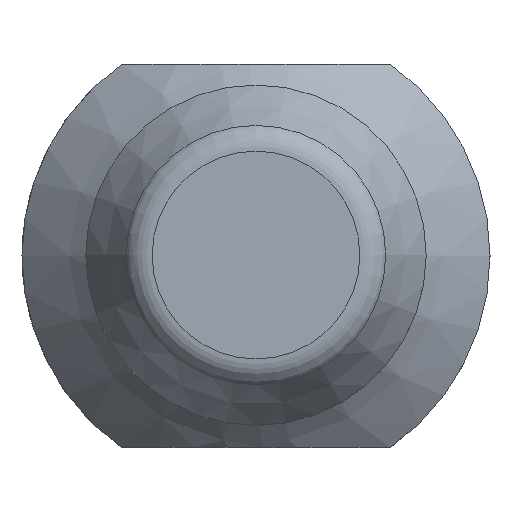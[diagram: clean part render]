
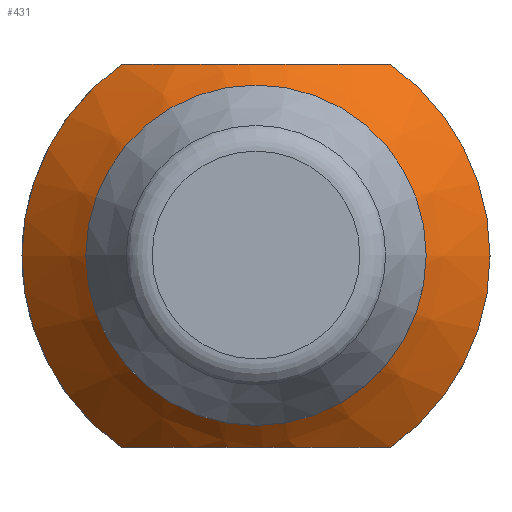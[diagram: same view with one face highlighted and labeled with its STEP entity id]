
A CAD part, top view. The second image highlights one B-rep face of the part: STEP entity #431.
In plain terms, the highlighted conical face has half-angle 45 degrees and reference radius 5.5 mm.
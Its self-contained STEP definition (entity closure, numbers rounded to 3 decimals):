
#78=(
BOUNDED_CURVE()
B_SPLINE_CURVE(2,(#681,#682,#683),.UNSPECIFIED.,.F.,.U.)
B_SPLINE_CURVE_WITH_KNOTS((3,3),(0.075,6.755),
 .UNSPECIFIED.)
CURVE()
GEOMETRIC_REPRESENTATION_ITEM()
RATIONAL_B_SPLINE_CURVE((1.005,1.228,1.005))
REPRESENTATION_ITEM('')
);
#79=(
BOUNDED_CURVE()
B_SPLINE_CURVE(2,(#686,#687,#688),.UNSPECIFIED.,.F.,.U.)
B_SPLINE_CURVE_WITH_KNOTS((3,3),(0.075,6.755),
 .UNSPECIFIED.)
CURVE()
GEOMETRIC_REPRESENTATION_ITEM()
RATIONAL_B_SPLINE_CURVE((1.005,1.228,1.005))
REPRESENTATION_ITEM('')
);
#80=CONICAL_SURFACE('',#464,5.5,0.785);
#99=CIRCLE('',#460,5.5);
#100=CIRCLE('',#461,5.5);
#101=CIRCLE('',#463,5.5);
#102=CIRCLE('',#465,3.293);
#103=CIRCLE('',#466,3.293);
#104=CIRCLE('',#467,5.5);
#138=VERTEX_POINT('',#663);
#139=VERTEX_POINT('',#665);
#140=VERTEX_POINT('',#667);
#141=VERTEX_POINT('',#671);
#142=VERTEX_POINT('',#673);
#143=VERTEX_POINT('',#677);
#144=VERTEX_POINT('',#679);
#145=VERTEX_POINT('',#684);
#173=VECTOR('',#544,1.);
#191=LINE('',#676,#173);
#212=EDGE_CURVE('',#140,#139,#99,.T.);
#213=EDGE_CURVE('',#138,#140,#100,.T.);
#216=EDGE_CURVE('',#141,#142,#101,.T.);
#217=EDGE_CURVE('',#140,#143,#191,.T.);
#218=EDGE_CURVE('',#143,#144,#102,.T.);
#219=EDGE_CURVE('',#144,#143,#103,.T.);
#220=EDGE_CURVE('',#145,#139,#78,.T.);
#221=EDGE_CURVE('',#145,#141,#104,.F.);
#222=EDGE_CURVE('',#138,#142,#79,.T.);
#276=ORIENTED_EDGE('',*,*,#217,.T.);
#277=ORIENTED_EDGE('',*,*,#218,.T.);
#278=ORIENTED_EDGE('',*,*,#219,.T.);
#279=ORIENTED_EDGE('',*,*,#217,.F.);
#280=ORIENTED_EDGE('',*,*,#212,.T.);
#281=ORIENTED_EDGE('',*,*,#220,.F.);
#282=ORIENTED_EDGE('',*,*,#221,.T.);
#283=ORIENTED_EDGE('',*,*,#216,.T.);
#284=ORIENTED_EDGE('',*,*,#222,.F.);
#285=ORIENTED_EDGE('',*,*,#213,.T.);
#378=EDGE_LOOP('',(#276,#277,#278,#279,#280,#281,#282,#283,#284,#285));
#405=FACE_BOUND('',#378,.T.);
#431=ADVANCED_FACE('',(#405),#80,.T.);
#460=AXIS2_PLACEMENT_3D('',#666,#532,#533);
#461=AXIS2_PLACEMENT_3D('',#668,#534,#535);
#463=AXIS2_PLACEMENT_3D('',#674,#540,#541);
#464=AXIS2_PLACEMENT_3D('',#675,#542,#543);
#465=AXIS2_PLACEMENT_3D('',#678,#545,#546);
#466=AXIS2_PLACEMENT_3D('',#680,#547,#548);
#467=AXIS2_PLACEMENT_3D('',#685,#549,#550);
#532=DIRECTION('',(0.,0.,1.));
#533=DIRECTION('',(5.5,0.,0.));
#534=DIRECTION('',(0.,0.,1.));
#535=DIRECTION('',(5.5,0.,0.));
#540=DIRECTION('',(0.,0.,1.));
#541=DIRECTION('',(5.5,0.,0.));
#542=DIRECTION('',(0.,0.,-1.));
#543=DIRECTION('',(-5.5,0.,0.));
#544=DIRECTION('',(0.707,0.,0.707));
#545=DIRECTION('',(0.,0.,-1.));
#546=DIRECTION('',(-3.293,0.,0.));
#547=DIRECTION('',(0.,0.,-1.));
#548=DIRECTION('',(-3.293,0.,0.));
#549=DIRECTION('',(0.,0.,-1.));
#550=DIRECTION('',(5.5,0.,0.));
#663=CARTESIAN_POINT('',(-3.162,4.5,1.7));
#665=CARTESIAN_POINT('',(-3.162,-4.5,1.7));
#666=CARTESIAN_POINT('',(0.,0.,1.7));
#667=CARTESIAN_POINT('',(-5.5,0.,1.7));
#668=CARTESIAN_POINT('',(0.,0.,1.7));
#671=CARTESIAN_POINT('',(5.5,0.,1.7));
#673=CARTESIAN_POINT('',(3.162,4.5,1.7));
#674=CARTESIAN_POINT('',(0.,0.,1.7));
#675=CARTESIAN_POINT('',(0.,0.,1.7));
#676=CARTESIAN_POINT('',(-3.072,0.,4.128));
#677=CARTESIAN_POINT('',(-3.293,0.,3.907));
#678=CARTESIAN_POINT('',(0.,0.,3.907));
#679=CARTESIAN_POINT('',(3.293,0.,3.907));
#680=CARTESIAN_POINT('',(0.,0.,3.907));
#681=CARTESIAN_POINT('',(3.162,-4.5,1.7));
#682=CARTESIAN_POINT('',(0.,-4.5,3.518));
#683=CARTESIAN_POINT('',(-3.162,-4.5,1.7));
#684=CARTESIAN_POINT('',(3.162,-4.5,1.7));
#685=CARTESIAN_POINT('',(0.,0.,1.7));
#686=CARTESIAN_POINT('',(-3.162,4.5,1.7));
#687=CARTESIAN_POINT('',(0.,4.5,3.518));
#688=CARTESIAN_POINT('',(3.162,4.5,1.7));
